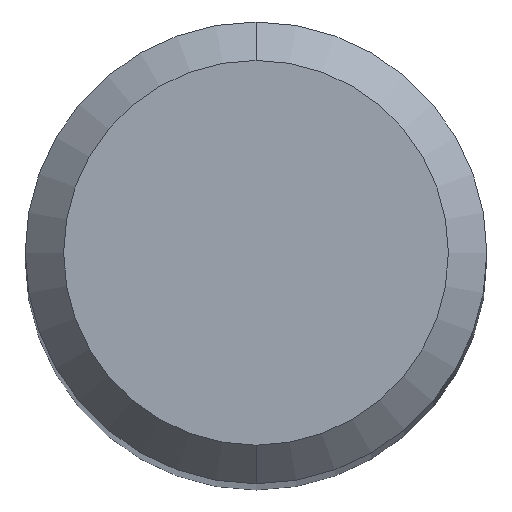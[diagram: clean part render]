
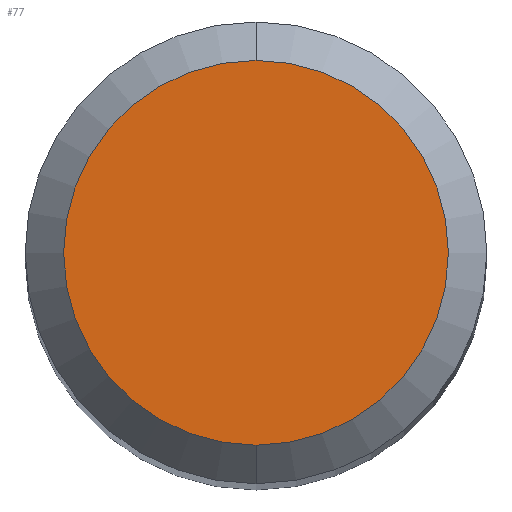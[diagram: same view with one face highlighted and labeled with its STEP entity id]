
A CAD part, top view. The second image highlights one B-rep face of the part: STEP entity #77.
In plain terms, the highlighted planar face has unit normal (0, 0, 1).
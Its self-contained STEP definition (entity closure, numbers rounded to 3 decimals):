
#56=PLANE('',#451);
#77=ADVANCED_FACE('',(#104),#56,.F.);
#104=FACE_OUTER_BOUND('',#125,.T.);
#125=EDGE_LOOP('',(#200,#201));
#200=ORIENTED_EDGE('',*,*,#257,.F.);
#201=ORIENTED_EDGE('',*,*,#260,.F.);
#221=VERTEX_POINT('',#671);
#222=VERTEX_POINT('',#672);
#257=EDGE_CURVE('',#221,#222,#284,.T.);
#260=EDGE_CURVE('',#222,#221,#285,.T.);
#284=CIRCLE('',#447,2.5);
#285=CIRCLE('',#449,2.5);
#447=AXIS2_PLACEMENT_3D('',#670,#571,#572);
#449=AXIS2_PLACEMENT_3D('',#676,#577,#578);
#451=AXIS2_PLACEMENT_3D('',#678,#581,#582);
#571=DIRECTION('',(0.,0.,-1.));
#572=DIRECTION('',(0.,1.,0.));
#577=DIRECTION('',(0.,0.,-1.));
#578=DIRECTION('',(0.,-1.,0.));
#581=DIRECTION('',(0.,0.,-1.));
#582=DIRECTION('',(0.,1.,0.));
#670=CARTESIAN_POINT('',(0.,0.,100.));
#671=CARTESIAN_POINT('',(0.,2.5,100.));
#672=CARTESIAN_POINT('',(0.,-2.5,100.));
#676=CARTESIAN_POINT('',(0.,0.,100.));
#678=CARTESIAN_POINT('',(0.,0.,100.));
